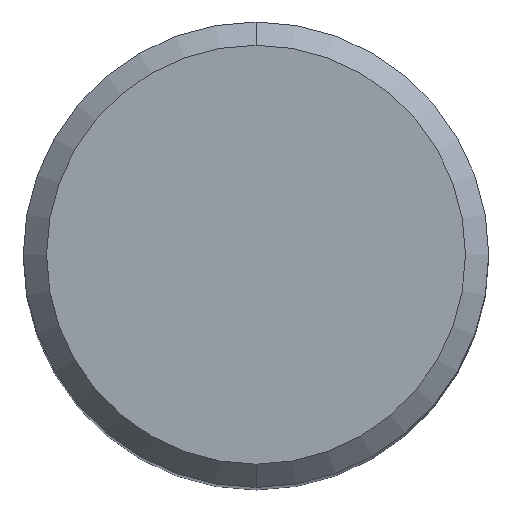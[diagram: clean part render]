
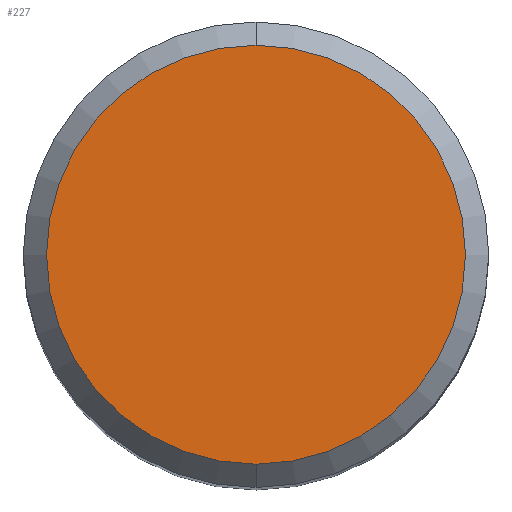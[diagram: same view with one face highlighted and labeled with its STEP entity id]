
A CAD part, top view. The second image highlights one B-rep face of the part: STEP entity #227.
In plain terms, the highlighted planar face has unit normal (0, 0, 1).
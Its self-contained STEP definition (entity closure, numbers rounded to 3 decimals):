
#147=VERTEX_POINT('',#358);
#163=EDGE_CURVE('',#235,#147,#376,.T.);
#171=EDGE_CURVE('',#147,#235,#385,.T.);
#227=ADVANCED_FACE('',(#448),#449,.T.);
#235=VERTEX_POINT('',#458);
#358=CARTESIAN_POINT('',(0.0,7.2,0.));
#376=CIRCLE('',#610,7.2);
#385=CIRCLE('',#620,7.2);
#448=FACE_OUTER_BOUND('',#701,.T.);
#449=PLANE('',#702);
#458=CARTESIAN_POINT('',(0.,-7.2,0.));
#610=AXIS2_PLACEMENT_3D('',#905,#906,#907);
#620=AXIS2_PLACEMENT_3D('',#916,#917,#918);
#701=EDGE_LOOP('',(#1000,#1001));
#702=AXIS2_PLACEMENT_3D('',#1002,#1003,#1004);
#905=CARTESIAN_POINT('',(0.0,0.0,0.));
#906=DIRECTION('',(0.0,0.0,-1.0));
#907=DIRECTION('',(0.0,1.0,0.0));
#916=CARTESIAN_POINT('',(0.0,0.0,0.));
#917=DIRECTION('',(0.0,0.0,-1.0));
#918=DIRECTION('',(0.0,1.0,0.0));
#1000=ORIENTED_EDGE('',*,*,#171,.F.);
#1001=ORIENTED_EDGE('',*,*,#163,.F.);
#1002=CARTESIAN_POINT('',(0.0,3.6,0.));
#1003=DIRECTION('',(-0.0,0.0,1.0));
#1004=DIRECTION('',(0.0,-1.0,0.0));
